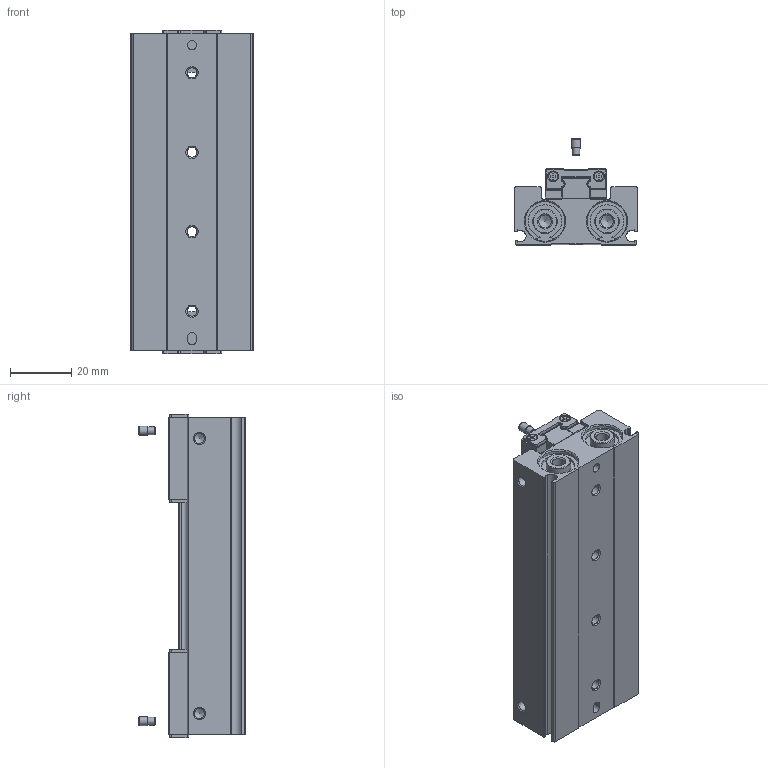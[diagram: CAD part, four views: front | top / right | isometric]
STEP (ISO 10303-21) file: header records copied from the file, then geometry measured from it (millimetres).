
FILE_DESCRIPTION(/* description */ ('STEP AP214'),/* implementation_level */ '2;1');
FILE_NAME(/* name */ '8139792_HPPF-12-48-A',/* time_stamp */ '2024-08-29T11:13:49+02:00',/* author */ ('License CC BY-ND 4.0'),/* organization */ ('CADENAS'),/* preprocessor_version */ 'ST-DEVELOPER v19.3',/* originating_system */ 'PARTsolutions',/* authorisation */ ' ');
FILE_SCHEMA (('AUTOMOTIVE_DESIGN {1 0 10303 214 3 1 1}'));
Length unit declared in the file: millimetre
Products named in the file (5): 8139792 HPPF-12-48-A---(0_high); 8139792 HPPF-12-48-A---(high_h); 8139792 HPPF-12-48-A---(high_g); 8178940 HPPF-5.5X2.5; ISO-4026 M5x5
Assembly tree (7 placements, depth 2):
  8139792 HPPF-12-48-A---(0_high)
    8139792 HPPF-12-48-A---(high_h)
    8139792 HPPF-12-48-A---(high_g)  x2
    8178940 HPPF-5.5X2.5  x2
    ISO-4026 M5x5  x2
Bounding box: 40 x 34.8 x 106 mm (x, y, z)
Volume: 76365.4 mm3; surface area: 27331.3 mm2
Topology: 7 solids, 7 shells, 690 faces, 1759 edges, 1136 vertices
Faces by surface type: plane 399, cylinder 209, cone 78, torus 4
Full cylindrical faces by diameter (mm): 1.5 x4, 2.459 x8, 2.5 x4, 3 x11, 3.242 x12, 4.134 x4, 4.5 x4, 5 x2, 5.5 x10, 8 x2, 13 x4
Entity records: 13343 total; most frequent: DIRECTION 2332, CARTESIAN_POINT 2269, ORIENTED_EDGE 2072, EDGE_CURVE 1036, AXIS2_PLACEMENT_3D 828, VERTEX_POINT 741, LINE 676, VECTOR 676
